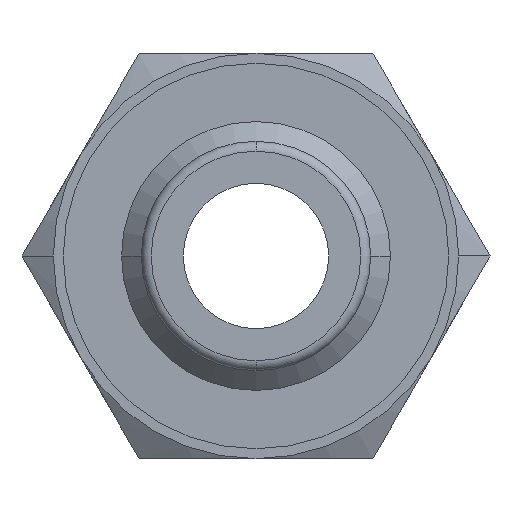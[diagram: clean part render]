
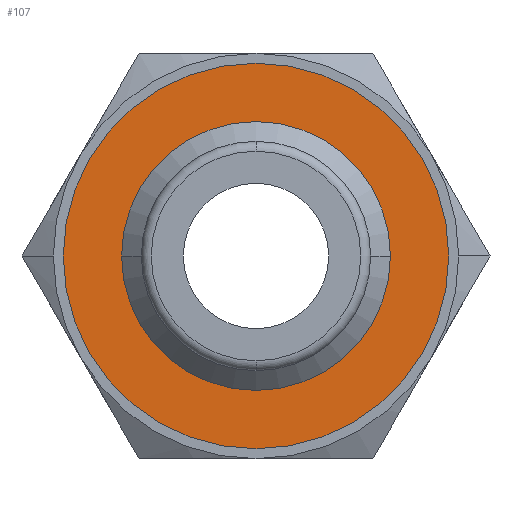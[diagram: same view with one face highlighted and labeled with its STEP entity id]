
A CAD part, front view. The second image highlights one B-rep face of the part: STEP entity #107.
In plain terms, the highlighted planar face has unit normal (0, -1, 0).
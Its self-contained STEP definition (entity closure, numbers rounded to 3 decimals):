
#107=ADVANCED_FACE('',(#243,#244),#245,.T.);
#243=FACE_OUTER_BOUND('',#408,.T.);
#244=FACE_BOUND('',#409,.T.);
#245=PLANE('',#410);
#408=EDGE_LOOP('',(#651,#652));
#409=EDGE_LOOP('',(#653,#654));
#410=AXIS2_PLACEMENT_3D('',#655,#656,#657);
#651=ORIENTED_EDGE('',*,*,#1013,.T.);
#652=ORIENTED_EDGE('',*,*,#1014,.T.);
#653=ORIENTED_EDGE('',*,*,#1015,.F.);
#654=ORIENTED_EDGE('',*,*,#1016,.F.);
#655=CARTESIAN_POINT('',(0.0,34.0,0.0));
#656=DIRECTION('',(0.0,-1.0,0.0));
#657=DIRECTION('',(-1.0,0.0,0.0));
#1013=EDGE_CURVE('',#1219,#1220,#1221,.T.);
#1014=EDGE_CURVE('',#1220,#1219,#1222,.T.);
#1015=EDGE_CURVE('',#1223,#1224,#1225,.T.);
#1016=EDGE_CURVE('',#1224,#1223,#1226,.T.);
#1219=VERTEX_POINT('',#1667);
#1220=VERTEX_POINT('',#1668);
#1221=CIRCLE('',#1669,19.5);
#1222=CIRCLE('',#1670,19.5);
#1223=VERTEX_POINT('',#1671);
#1224=VERTEX_POINT('',#1672);
#1225=CIRCLE('',#1673,13.6);
#1226=CIRCLE('',#1674,13.6);
#1667=CARTESIAN_POINT('',(19.5,34.0,0.0));
#1668=CARTESIAN_POINT('',(-19.5,34.0,0.));
#1669=AXIS2_PLACEMENT_3D('',#1923,#1924,#1925);
#1670=AXIS2_PLACEMENT_3D('',#1926,#1927,#1928);
#1671=CARTESIAN_POINT('',(-13.6,34.0,0.));
#1672=CARTESIAN_POINT('',(13.6,34.0,0.));
#1673=AXIS2_PLACEMENT_3D('',#1929,#1930,#1931);
#1674=AXIS2_PLACEMENT_3D('',#1932,#1933,#1934);
#1923=CARTESIAN_POINT('',(0.0,34.0,0.0));
#1924=DIRECTION('',(0.0,-1.0,0.0));
#1925=DIRECTION('',(1.0,0.0,0.0));
#1926=CARTESIAN_POINT('',(0.0,34.0,0.0));
#1927=DIRECTION('',(0.0,-1.0,0.0));
#1928=DIRECTION('',(1.0,0.0,0.0));
#1929=CARTESIAN_POINT('',(0.0,34.0,0.0));
#1930=DIRECTION('',(0.0,-1.0,0.0));
#1931=DIRECTION('',(1.0,0.0,0.0));
#1932=CARTESIAN_POINT('',(0.0,34.0,0.0));
#1933=DIRECTION('',(0.0,-1.0,0.0));
#1934=DIRECTION('',(1.0,0.0,0.0));
